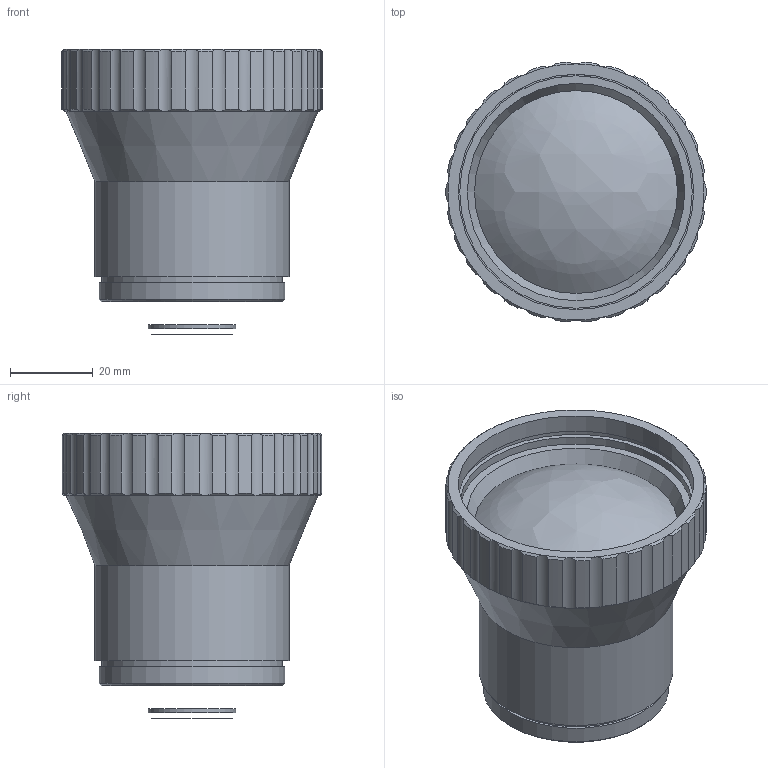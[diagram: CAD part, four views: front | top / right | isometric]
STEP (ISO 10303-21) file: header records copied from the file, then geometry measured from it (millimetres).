
FILE_DESCRIPTION (( 'STEP AP203' ), '1' );
FILE_NAME ('LA-0050-350F1消热差镜头外形图-20211009.STEP', '2023-11-06T08:24:07', ( 'Windows User' ), ( 'P R C' ), 'SwSTEP 2.0', 'SolidWorks 2020', '' );
FILE_SCHEMA (( 'CONFIG_CONTROL_DESIGN' ));
Length unit declared in the file: millimetre
Products named in the file (1): LA-0050-350F1消热差镜头外形图-20211009
Bounding box: 62.99 x 62.92 x 69.06 mm (x, y, z)
Surface area: 19754 mm2 (no closed solid volume)
Topology: 0 solids, 3 shells, 144 faces, 333 edges, 202 vertices
Faces by surface type: cylinder 68, cone 63, plane 12, bspline 1
Full cylindrical faces by diameter (mm): 21.12 x1, 39 x1, 43.8 x1, 45 x1, 47 x1, 56.3 x1, 57 x1, 58.5 x1
Entity records: 4974 total; most frequent: CARTESIAN_POINT 1818, ORIENTED_EDGE 642, DIRECTION 628, EDGE_CURVE 322, AXIS2_PLACEMENT_3D 284, VERTEX_POINT 202, EDGE_LOOP 163, FACE_OUTER_BOUND 152
